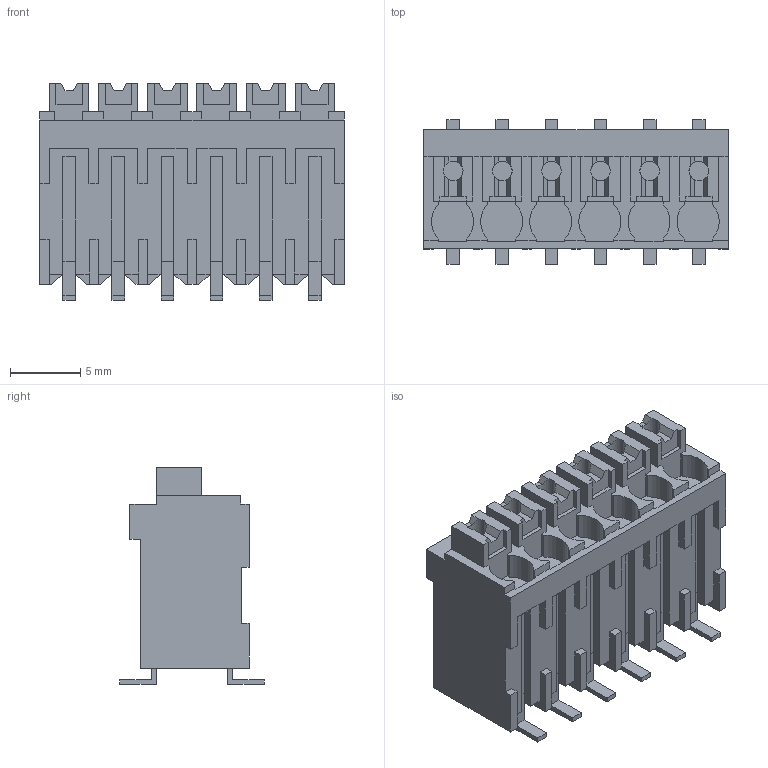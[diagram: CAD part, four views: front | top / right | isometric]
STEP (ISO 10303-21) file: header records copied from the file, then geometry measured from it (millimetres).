
FILE_DESCRIPTION(('CATIA V5 STEP Exchange','CAx-IF Rec.Pracs.--- Model Styling and Organization---1.2---2011-12-15'),'2;1');
FILE_NAME ('D1450258_0_1250410000_1250410000.stp','2018-03-23T13:09:19+00:00',('none'),('Weidmueller'),'CATIA Version 5-6 Release 2014','CATIA V5 STEP AP214','none');
FILE_SCHEMA(('AUTOMOTIVE_DESIGN { 1 0 10303 214 1 1 1 1 }'));
Length unit declared in the file: millimetre
Products named in the file (1): 1250410000
Bounding box: 21.7 x 10.3 x 15.46 mm (x, y, z)
Volume: 1734.9 mm3; surface area: 2099.3 mm2
Topology: 19 solids, 19 shells, 496 faces, 1418 edges, 954 vertices
Faces by surface type: plane 472, cylinder 24
Entity records: 14979 total; most frequent: CARTESIAN_POINT 3004, ORIENTED_EDGE 2836, DIRECTION 1876, EDGE_CURVE 1418, VECTOR 1322, LINE 1322, VERTEX_POINT 954, EDGE_LOOP 502
